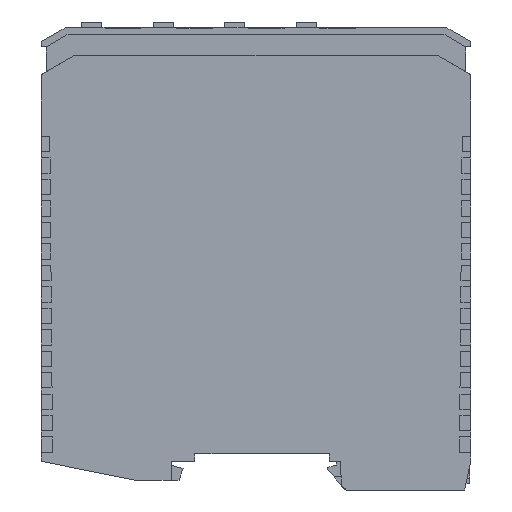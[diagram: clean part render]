
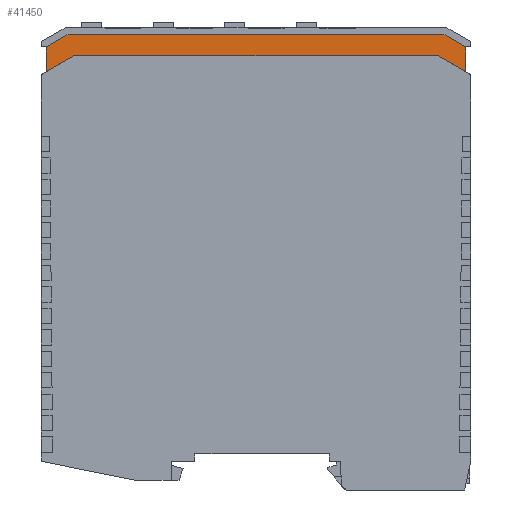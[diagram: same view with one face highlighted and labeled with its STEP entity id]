
A CAD part, left-side view. The second image highlights one B-rep face of the part: STEP entity #41450.
In plain terms, the highlighted planar face has unit normal (-1, 0, -0.009).
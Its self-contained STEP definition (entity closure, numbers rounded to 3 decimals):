
#9000=CARTESIAN_POINT('',(1.113,43.587,
81.724));
#9010=VERTEX_POINT('',#9000);
#9040=CARTESIAN_POINT('',(0.892,-0.3,
107.062));
#9050=DIRECTION('',(0.004,0.866,
-0.5));
#9060=VECTOR('',#9050,1.);
#9070=LINE('',#9040,#9060);
#9080=CARTESIAN_POINT('',(1.085,37.896,
85.01));
#9090=VERTEX_POINT('',#9080);
#9100=EDGE_CURVE('',#9090,#9010,#9070,.T.);
#19140=CARTESIAN_POINT('',(1.068,43.632,
86.894));
#19150=VERTEX_POINT('',#19140);
#27350=CARTESIAN_POINT('',(1.068,-44.232,
86.894));
#27360=VERTEX_POINT('',#27350);
#29010=CARTESIAN_POINT('',(1.085,-38.496,
85.01));
#29020=VERTEX_POINT('',#29010);
#29050=CARTESIAN_POINT('',(0.892,-0.3,
107.062));
#29060=DIRECTION('',(-0.004,0.866,
0.5));
#29070=VECTOR('',#29060,1.);
#29080=LINE('',#29050,#29070);
#29090=CARTESIAN_POINT('',(1.113,-44.187,
81.724));
#29100=VERTEX_POINT('',#29090);
#29110=EDGE_CURVE('',#29100,#29020,#29080,.T.);
#29760=CARTESIAN_POINT('',(1.085,-0.3,
85.01));
#29770=DIRECTION('',(0.,1.,0.));
#29780=VECTOR('',#29770,1.);
#29790=LINE('',#29760,#29780);
#29800=EDGE_CURVE('',#29020,#9090,#29790,.T.);
#31340=CARTESIAN_POINT('',(1.045,39.102,
89.51));
#31350=VERTEX_POINT('',#31340);
#31380=CARTESIAN_POINT('',(0.847,-0.3,
112.258));
#31390=DIRECTION('',(0.004,0.866,
-0.5));
#31400=VECTOR('',#31390,1.);
#31410=LINE('',#31380,#31400);
#31420=EDGE_CURVE('',#31350,#19150,#31410,.T.);
#32250=CARTESIAN_POINT('',(1.045,-39.702,
89.51));
#32260=VERTEX_POINT('',#32250);
#32290=CARTESIAN_POINT('',(1.045,-0.3,
89.51));
#32300=DIRECTION('',(0.,-1.,0.));
#32310=VECTOR('',#32300,1.);
#32320=LINE('',#32290,#32310);
#32330=EDGE_CURVE('',#31350,#32260,#32320,.T.);
#40820=CARTESIAN_POINT('',(0.847,-0.3,
112.258));
#40830=DIRECTION('',(0.004,-0.866,
-0.5));
#40840=VECTOR('',#40830,1.);
#40850=LINE('',#40820,#40840);
#40860=EDGE_CURVE('',#32260,#27360,#40850,.T.);
#41070=CARTESIAN_POINT('',(1.449,-43.851,
43.21));
#41080=DIRECTION('',(-0.009,-0.009,
1.));
#41090=VECTOR('',#41080,1.);
#41100=LINE('',#41070,#41090);
#41110=EDGE_CURVE('',#29100,#27360,#41100,.T.);
#41250=CARTESIAN_POINT('',(1.15,69.307,
77.51));
#41260=DIRECTION('',(1.,0.,
0.009));
#41270=DIRECTION('',(0.,1.,0.));
#41280=AXIS2_PLACEMENT_3D('',#41250,#41260,#41270);
#41290=PLANE('',#41280);
#41300=ORIENTED_EDGE('',*,*,#31420,.T.);
#41310=ORIENTED_EDGE('',*,*,#32330,.F.);
#41320=ORIENTED_EDGE('',*,*,#40860,.F.);
#41330=ORIENTED_EDGE('',*,*,#41110,.T.);
#41340=ORIENTED_EDGE('',*,*,#29110,.F.);
#41350=ORIENTED_EDGE('',*,*,#29800,.F.);
#41360=ORIENTED_EDGE('',*,*,#9100,.F.);
#41370=CARTESIAN_POINT('',(1.449,43.251,
43.21));
#41380=DIRECTION('',(0.009,-0.009,
-1.));
#41390=VECTOR('',#41380,1.);
#41400=LINE('',#41370,#41390);
#41410=EDGE_CURVE('',#19150,#9010,#41400,.T.);
#41420=ORIENTED_EDGE('',*,*,#41410,.T.);
#41430=EDGE_LOOP('',(#41420,#41360,#41350,#41340,#41330,#41320,#41310,
#41300));
#41440=FACE_OUTER_BOUND('',#41430,.T.);
#41450=ADVANCED_FACE('',(#41440),#41290,.F.);
